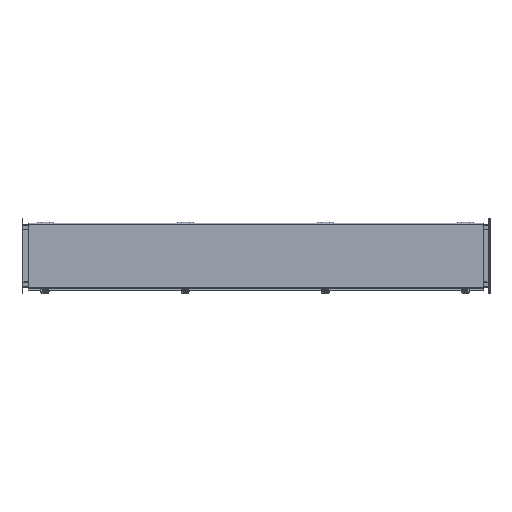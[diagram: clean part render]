
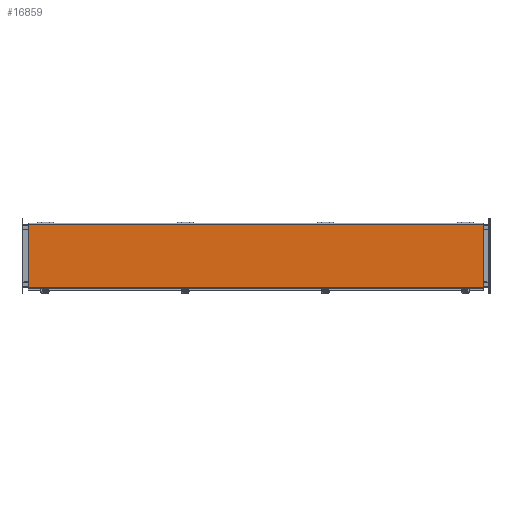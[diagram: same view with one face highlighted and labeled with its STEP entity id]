
A CAD part, top view. The second image highlights one B-rep face of the part: STEP entity #16859.
In plain terms, the highlighted planar face has unit normal (0, 0, 1).
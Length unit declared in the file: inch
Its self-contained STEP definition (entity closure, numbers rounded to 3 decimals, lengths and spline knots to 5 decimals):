
#1547 = VERTEX_POINT ( 'NONE', #19481 ) ;
#2111 = VERTEX_POINT ( 'NONE', #19566 ) ;
#3706 = VECTOR ( 'NONE', #11824, 39.37008 ) ;
#4173 = DIRECTION ( 'NONE',  ( -1., 0., 0. ) ) ;
#4637 = CARTESIAN_POINT ( 'NONE',  ( -29.218, -4.0805, 8.172 ) ) ;
#5648 = PLANE ( 'NONE',  #13852 ) ;
#7912 = LINE ( 'NONE', #15184, #23947 ) ;
#8227 = EDGE_CURVE ( 'NONE', #21019, #1547, #13446, .T. ) ;
#9209 = ORIENTED_EDGE ( 'NONE', *, *, #19890, .T. ) ;
#9276 = DIRECTION ( 'NONE',  ( 1., 0., 0. ) ) ;
#9401 = CARTESIAN_POINT ( 'NONE',  ( -29.218, -4.1885, 8.172 ) ) ;
#10323 = LINE ( 'NONE', #4637, #21190 ) ;
#10352 = EDGE_CURVE ( 'NONE', #2111, #21019, #7912, .T. ) ;
#10963 = ORIENTED_EDGE ( 'NONE', *, *, #22487, .T. ) ;
#11824 = DIRECTION ( 'NONE',  ( 0., 1., 0. ) ) ;
#11829 = CARTESIAN_POINT ( 'NONE',  ( -29.218, 4.0785, 8.172 ) ) ;
#13446 = LINE ( 'NONE', #20584, #23008 ) ;
#13852 = AXIS2_PLACEMENT_3D ( 'NONE', #9401, #20402, #9276 ) ;
#15184 = CARTESIAN_POINT ( 'NONE',  ( -29.218, 4.0785, 8.172 ) ) ;
#15974 = EDGE_LOOP ( 'NONE', ( #22761, #10963, #9209, #23241 ) ) ;
#16416 = VERTEX_POINT ( 'NONE', #23136 ) ;
#16558 = LINE ( 'NONE', #23929, #3706 ) ;
#16661 = FACE_OUTER_BOUND ( 'NONE', #15974, .T. ) ;
#16859 = ADVANCED_FACE ( 'NONE', ( #16661 ), #5648, .T. ) ;
#19481 = CARTESIAN_POINT ( 'NONE',  ( -29.218, -4.0805, 8.172 ) ) ;
#19497 = DIRECTION ( 'NONE',  ( 1., 0., 0. ) ) ;
#19566 = CARTESIAN_POINT ( 'NONE',  ( 29.25, 4.0785, 8.172 ) ) ;
#19890 = EDGE_CURVE ( 'NONE', #16416, #2111, #16558, .T. ) ;
#20402 = DIRECTION ( 'NONE',  ( 0., 0., 1. ) ) ;
#20584 = CARTESIAN_POINT ( 'NONE',  ( -29.218, -4.1885, 8.172 ) ) ;
#20816 = DIRECTION ( 'NONE',  ( 0., -1., 0. ) ) ;
#21019 = VERTEX_POINT ( 'NONE', #11829 ) ;
#21190 = VECTOR ( 'NONE', #19497, 39.37008 ) ;
#22487 = EDGE_CURVE ( 'NONE', #1547, #16416, #10323, .T. ) ;
#22761 = ORIENTED_EDGE ( 'NONE', *, *, #8227, .T. ) ;
#23008 = VECTOR ( 'NONE', #20816, 39.37008 ) ;
#23136 = CARTESIAN_POINT ( 'NONE',  ( 29.25, -4.0805, 8.172 ) ) ;
#23241 = ORIENTED_EDGE ( 'NONE', *, *, #10352, .T. ) ;
#23929 = CARTESIAN_POINT ( 'NONE',  ( 29.25, -4.1885, 8.172 ) ) ;
#23947 = VECTOR ( 'NONE', #4173, 39.37008 ) ;
